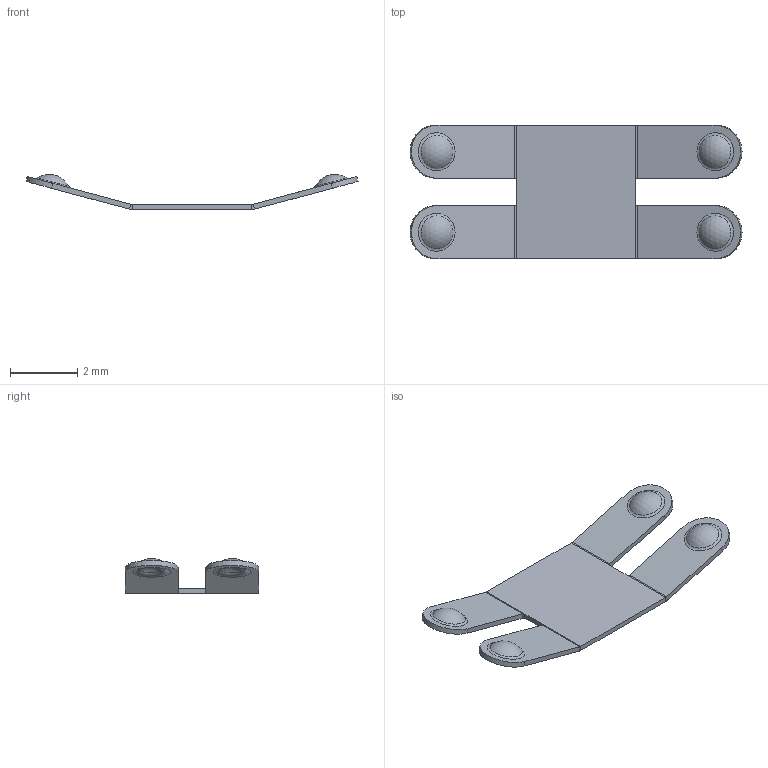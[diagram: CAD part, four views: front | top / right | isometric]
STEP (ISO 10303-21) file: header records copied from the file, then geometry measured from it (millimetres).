
FILE_DESCRIPTION(/* description */ (''),/* implementation_level */ '2;1');
FILE_NAME(/* name */ 'Keystone - 112TR.step',/* time_stamp */ '2020-04-02T15:15:42+01:00',/* author */ (''),/* organization */ (''),/* preprocessor_version */ 'ST-DEVELOPER v18',/* originating_system */ 'Autodesk Translation Framework v8.12.0.6',/* authorisation */ '');
FILE_SCHEMA (('AUTOMOTIVE_DESIGN { 1 0 10303 214 3 1 1 }'));
Length unit declared in the file: millimetre
Products named in the file (1): Keystone - 112TR
Bounding box: 9.85 x 3.96 x 1.04 mm (x, y, z)
Volume: 5.2 mm3; surface area: 73.9 mm2
Topology: 1 solids, 1 shells, 58 faces, 128 edges, 80 vertices
Faces by surface type: plane 30, cylinder 12, torus 8, sphere 8
Entity records: 1648 total; most frequent: DIRECTION 310, CARTESIAN_POINT 267, ORIENTED_EDGE 256, EDGE_CURVE 128, AXIS2_PLACEMENT_3D 123, VERTEX_POINT 80, EDGE_LOOP 66, LINE 64
